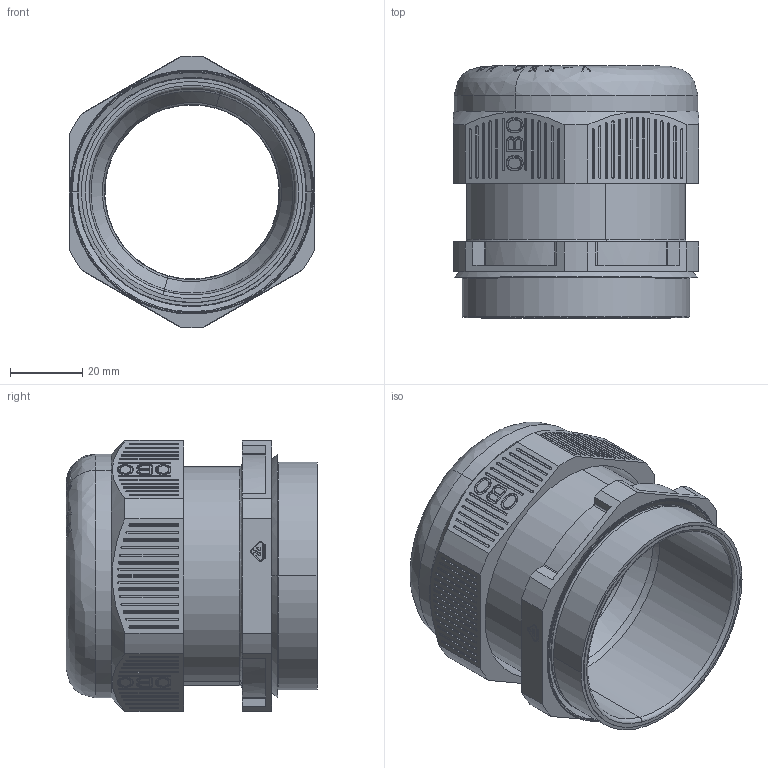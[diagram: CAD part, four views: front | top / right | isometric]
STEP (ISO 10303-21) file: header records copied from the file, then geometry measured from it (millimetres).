
FILE_DESCRIPTION(/* description */ (''),/* implementation_level */ '2;1');
FILE_NAME(/* name */ '2022876',/* time_stamp */ '2014-01-09T09:30:16+01:00',/* author */ (''),/* organization */ (''),/* preprocessor_version */ 'ST-DEVELOPER v15',/* originating_system */ '',/* authorisation */ '');
FILE_SCHEMA (('CONFIG_CONTROL_DESIGN'));
Length unit declared in the file: millimetre
Products named in the file (1): Block 01
Bounding box: 68 x 69.68 x 75 mm (x, y, z)
Volume: 55125.7 mm3; surface area: 37679.3 mm2
Topology: 2 solids, 2 shells, 1128 faces, 2948 edges, 1954 vertices
Faces by surface type: plane 799, bspline 329
Entity records: 39835 total; most frequent: CARTESIAN_POINT 20592, ORIENTED_EDGE 5896, EDGE_CURVE 2948, B_SPLINE_CURVE_WITH_KNOTS 2302, VERTEX_POINT 1954, EDGE_LOOP 1262, ADVANCED_FACE 1128, FACE_OUTER_BOUND 1128
